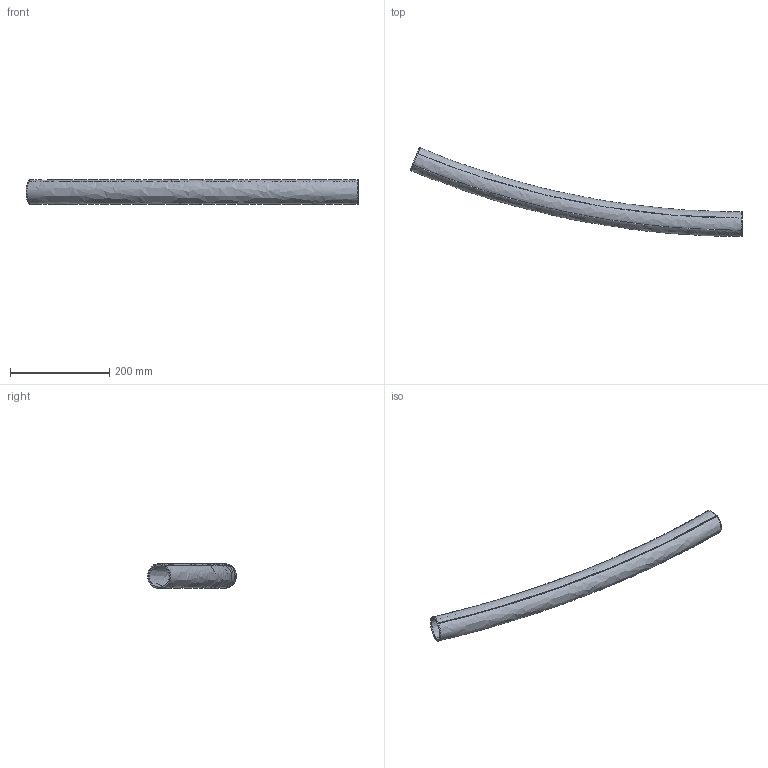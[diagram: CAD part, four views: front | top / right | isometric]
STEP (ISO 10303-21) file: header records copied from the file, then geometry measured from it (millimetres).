
FILE_DESCRIPTION(/* description */ (''),/* implementation_level */ '2;1');
FILE_NAME(/* name */ 'AoL-System-Susp-Curve-22,5-intermediate',/* time_stamp */ '2026-01-09T16:25:54+01:00',/* author */ (''),/* organization */ (''),/* preprocessor_version */ 'ST-DEVELOPER v16.5',/* originating_system */ 'Rhino 7.38',/* authorisation */ '');
FILE_SCHEMA (('AUTOMOTIVE_DESIGN'));
Length unit declared in the file: millimetre
Products named in the file (1): Document
Bounding box: 669.42 x 179.35 x 50 mm (x, y, z)
Volume: 249619.6 mm3; surface area: 205262.8 mm2
Topology: 1 solids, 1 shells, 33 faces, 79 edges, 48 vertices
Faces by surface type: plane 16, cylinder 10, bspline 7
Entity records: 1224 total; most frequent: CARTESIAN_POINT 716, ORIENTED_EDGE 158, EDGE_CURVE 79, VERTEX_POINT 48, EDGE_LOOP 35, ADVANCED_FACE 33, FACE_OUTER_BOUND 33, DIRECTION 30
